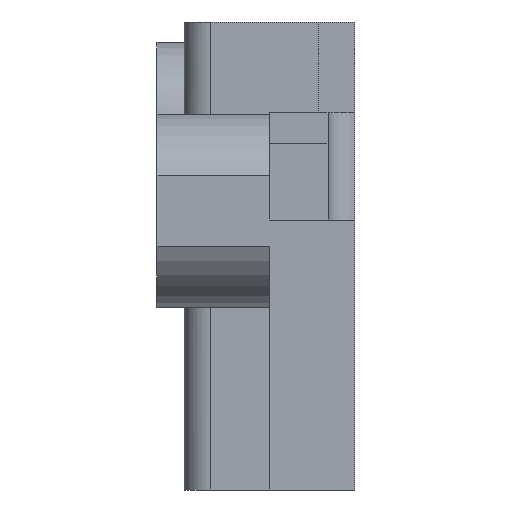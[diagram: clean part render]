
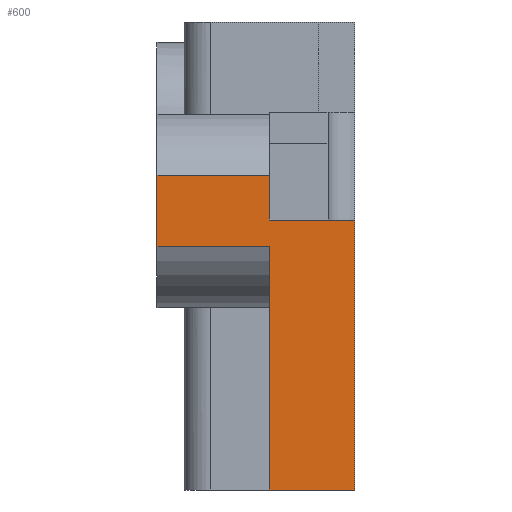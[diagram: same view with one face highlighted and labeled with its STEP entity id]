
A CAD part, front view. The second image highlights one B-rep face of the part: STEP entity #600.
In plain terms, the highlighted planar face has unit normal (0, -1, 0).
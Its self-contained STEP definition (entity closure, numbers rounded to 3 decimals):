
#64 = ORIENTED_EDGE ( 'NONE', *, *, #2284, .T. ) ;
#124 = VECTOR ( 'NONE', #2241, 1000. ) ;
#170 = VERTEX_POINT ( 'NONE', #1003 ) ;
#193 = ORIENTED_EDGE ( 'NONE', *, *, #1230, .T. ) ;
#233 = CARTESIAN_POINT ( 'NONE',  ( 19., -37.5, 4. ) ) ;
#272 = CARTESIAN_POINT ( 'NONE',  ( -3., -37.5, 5. ) ) ;
#277 = CARTESIAN_POINT ( 'NONE',  ( 19., -37.5, 26. ) ) ;
#305 = EDGE_CURVE ( 'NONE', #2047, #851, #866, .T. ) ;
#315 = CARTESIAN_POINT ( 'NONE',  ( 9.5, -37.5, -20. ) ) ;
#318 = ORIENTED_EDGE ( 'NONE', *, *, #2524, .F. ) ;
#327 = VECTOR ( 'NONE', #1713, 1000. ) ;
#382 = VECTOR ( 'NONE', #1004, 1000. ) ;
#504 = LINE ( 'NONE', #520, #2073 ) ;
#520 = CARTESIAN_POINT ( 'NONE',  ( 9.5, -37.5, 8.945 ) ) ;
#524 = VERTEX_POINT ( 'NONE', #1150 ) ;
#600 = ADVANCED_FACE ( 'NONE', ( #2288 ), #984, .F. ) ;
#769 = LINE ( 'NONE', #2501, #382 ) ;
#781 = ORIENTED_EDGE ( 'NONE', *, *, #2947, .T. ) ;
#851 = VERTEX_POINT ( 'NONE', #2351 ) ;
#866 = LINE ( 'NONE', #1553, #2514 ) ;
#904 = ORIENTED_EDGE ( 'NONE', *, *, #2345, .T. ) ;
#922 = CARTESIAN_POINT ( 'NONE',  ( 9.5, -37.5, 4. ) ) ;
#984 = PLANE ( 'NONE',  #2415 ) ;
#1003 = CARTESIAN_POINT ( 'NONE',  ( 9.5, -37.5, 8.945 ) ) ;
#1004 = DIRECTION ( 'NONE',  ( 0., 0., 1. ) ) ;
#1015 = EDGE_LOOP ( 'NONE', ( #1165, #193, #781, #904, #2865, #64, #318, #1060 ) ) ;
#1026 = VECTOR ( 'NONE', #2333, 1000. ) ;
#1035 = LINE ( 'NONE', #277, #124 ) ;
#1060 = ORIENTED_EDGE ( 'NONE', *, *, #305, .T. ) ;
#1150 = CARTESIAN_POINT ( 'NONE',  ( -3., -37.5, 8.945 ) ) ;
#1165 = ORIENTED_EDGE ( 'NONE', *, *, #1423, .F. ) ;
#1177 = VERTEX_POINT ( 'NONE', #1847 ) ;
#1230 = EDGE_CURVE ( 'NONE', #1365, #2776, #2787, .T. ) ;
#1298 = VECTOR ( 'NONE', #1776, 1000. ) ;
#1365 = VERTEX_POINT ( 'NONE', #233 ) ;
#1423 = EDGE_CURVE ( 'NONE', #1365, #851, #1035, .T. ) ;
#1434 = DIRECTION ( 'NONE',  ( 0., 0., 1. ) ) ;
#1497 = DIRECTION ( 'NONE',  ( -1., 0., 0. ) ) ;
#1542 = CARTESIAN_POINT ( 'NONE',  ( 15., -37.5, 26. ) ) ;
#1553 = CARTESIAN_POINT ( 'NONE',  ( 15., -37.5, -26. ) ) ;
#1713 = DIRECTION ( 'NONE',  ( 1., 0., 0. ) ) ;
#1760 = CARTESIAN_POINT ( 'NONE',  ( 9.5, -37.5, 1.055 ) ) ;
#1776 = DIRECTION ( 'NONE',  ( 0., 0., -1. ) ) ;
#1847 = CARTESIAN_POINT ( 'NONE',  ( 9.5, -37.5, 1.055 ) ) ;
#2013 = LINE ( 'NONE', #272, #1298 ) ;
#2047 = VERTEX_POINT ( 'NONE', #2801 ) ;
#2073 = VECTOR ( 'NONE', #1497, 1000. ) ;
#2241 = DIRECTION ( 'NONE',  ( 0., 0., -1. ) ) ;
#2284 = EDGE_CURVE ( 'NONE', #2497, #1177, #2984, .T. ) ;
#2288 = FACE_OUTER_BOUND ( 'NONE', #1015, .T. ) ;
#2333 = DIRECTION ( 'NONE',  ( -1., 0., 0. ) ) ;
#2345 = EDGE_CURVE ( 'NONE', #170, #524, #504, .T. ) ;
#2351 = CARTESIAN_POINT ( 'NONE',  ( 19., -37.5, -26. ) ) ;
#2415 = AXIS2_PLACEMENT_3D ( 'NONE', #1542, #3169, #1434 ) ;
#2490 = CARTESIAN_POINT ( 'NONE',  ( -3., -37.5, 1.055 ) ) ;
#2497 = VERTEX_POINT ( 'NONE', #2490 ) ;
#2501 = CARTESIAN_POINT ( 'NONE',  ( 9.5, -37.5, -26. ) ) ;
#2514 = VECTOR ( 'NONE', #3081, 1000. ) ;
#2524 = EDGE_CURVE ( 'NONE', #2047, #1177, #769, .T. ) ;
#2590 = VECTOR ( 'NONE', #2748, 1000. ) ;
#2748 = DIRECTION ( 'NONE',  ( 0., 0., 1. ) ) ;
#2776 = VERTEX_POINT ( 'NONE', #922 ) ;
#2787 = LINE ( 'NONE', #3049, #1026 ) ;
#2801 = CARTESIAN_POINT ( 'NONE',  ( 9.5, -37.5, -26. ) ) ;
#2863 = EDGE_CURVE ( 'NONE', #524, #2497, #2013, .T. ) ;
#2865 = ORIENTED_EDGE ( 'NONE', *, *, #2863, .T. ) ;
#2947 = EDGE_CURVE ( 'NONE', #2776, #170, #2986, .T. ) ;
#2984 = LINE ( 'NONE', #1760, #327 ) ;
#2986 = LINE ( 'NONE', #315, #2590 ) ;
#3049 = CARTESIAN_POINT ( 'NONE',  ( 15., -37.5, 4. ) ) ;
#3081 = DIRECTION ( 'NONE',  ( 1., 0., 0. ) ) ;
#3169 = DIRECTION ( 'NONE',  ( 0., 1., 0. ) ) ;
